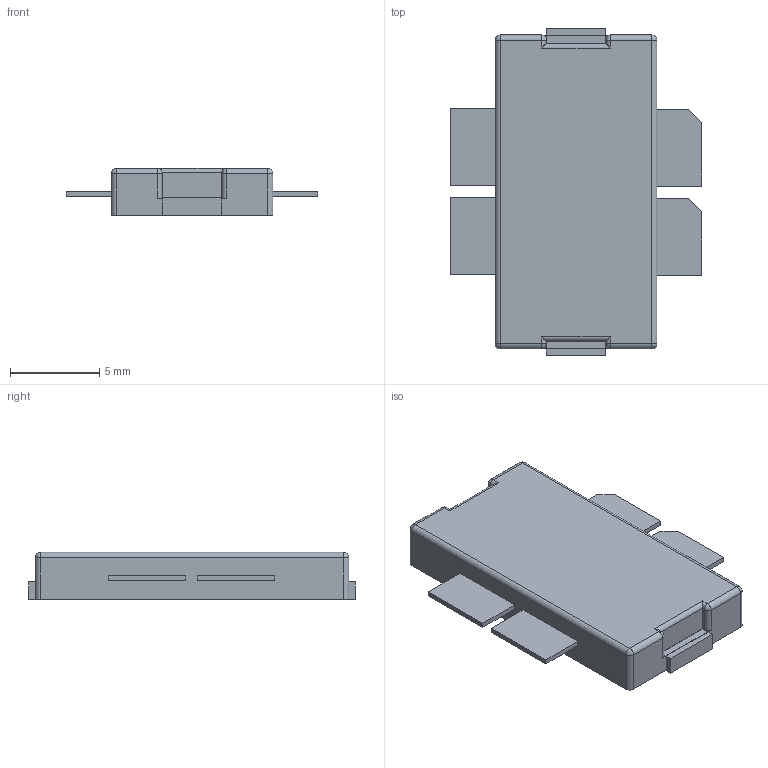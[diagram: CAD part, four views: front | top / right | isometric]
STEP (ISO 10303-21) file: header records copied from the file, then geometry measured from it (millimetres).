
FILE_DESCRIPTION(/* description */ (''),/* implementation_level */ '2;1');
FILE_NAME(/* name */ 'TO-220WB-4 v9.step.step',/* time_stamp */ '2022-06-12T22:51:46-04:00',/* author */ (''),/* organization */ (''),/* preprocessor_version */ 'ST-DEVELOPER v19',/* originating_system */ 'Autodesk Translation Framework v11.7.0.108',/* authorisation */ '');
FILE_SCHEMA (('AUTOMOTIVE_DESIGN { 1 0 10303 214 3 1 1 }'));
Length unit declared in the file: millimetre
Products named in the file (1): TO-220WB-4
Bounding box: 14.07 x 18.29 x 2.65 mm (x, y, z)
Volume: 543.7 mm3; surface area: 852.4 mm2
Topology: 6 solids, 6 shells, 91 faces, 210 edges, 132 vertices
Faces by surface type: plane 63, cylinder 20, bspline 4, sphere 4
Entity records: 2583 total; most frequent: CARTESIAN_POINT 466, DIRECTION 426, ORIENTED_EDGE 420, EDGE_CURVE 210, LINE 170, VECTOR 170, VERTEX_POINT 132, AXIS2_PLACEMENT_3D 128
